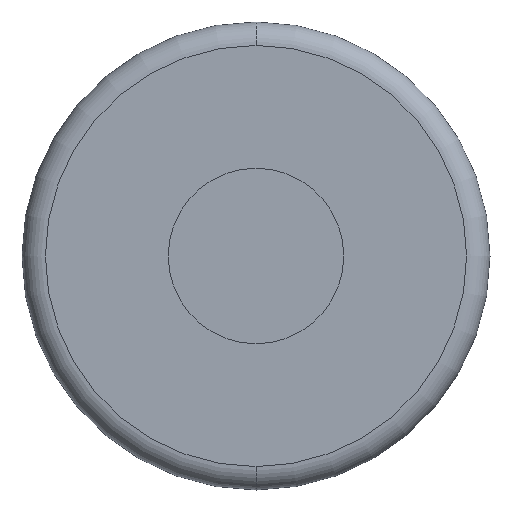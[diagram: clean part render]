
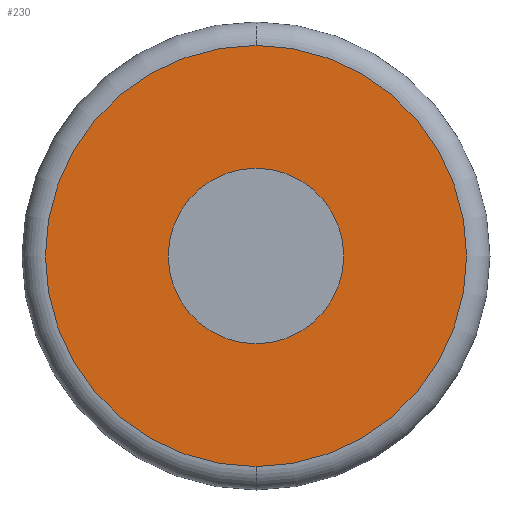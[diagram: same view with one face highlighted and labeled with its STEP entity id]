
A CAD part, front view. The second image highlights one B-rep face of the part: STEP entity #230.
In plain terms, the highlighted planar face has unit normal (0, -1, 0).
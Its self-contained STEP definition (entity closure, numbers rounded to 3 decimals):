
#3 = VERTEX_POINT ( 'NONE', #410 ) ;
#17 = EDGE_LOOP ( 'NONE', ( #92, #116 ) ) ;
#28 = ORIENTED_EDGE ( 'NONE', *, *, #358, .F. ) ;
#50 = VERTEX_POINT ( 'NONE', #416 ) ;
#65 = CIRCLE ( 'NONE', #143, 7.5 ) ;
#85 = CIRCLE ( 'NONE', #213, 18. ) ;
#92 = ORIENTED_EDGE ( 'NONE', *, *, #342, .T. ) ;
#107 = FACE_BOUND ( 'NONE', #252, .T. ) ;
#110 = DIRECTION ( 'NONE',  ( 0., 0., -1. ) ) ;
#113 = DIRECTION ( 'NONE',  ( 0., -1., 0. ) ) ;
#114 = CARTESIAN_POINT ( 'NONE',  ( 0., 0., 0. ) ) ;
#116 = ORIENTED_EDGE ( 'NONE', *, *, #285, .T. ) ;
#129 = CIRCLE ( 'NONE', #166, 7.5 ) ;
#130 = DIRECTION ( 'NONE',  ( 0., 0., -1. ) ) ;
#132 = DIRECTION ( 'NONE',  ( 0., -1., 0. ) ) ;
#134 = CARTESIAN_POINT ( 'NONE',  ( 0., 0., 0. ) ) ;
#138 = CARTESIAN_POINT ( 'NONE',  ( 0., 0., -18. ) ) ;
#143 = AXIS2_PLACEMENT_3D ( 'NONE', #114, #113, #110 ) ;
#144 = AXIS2_PLACEMENT_3D ( 'NONE', #134, #132, #130 ) ;
#155 = CARTESIAN_POINT ( 'NONE',  ( 0., 0., -7.5 ) ) ;
#162 = DIRECTION ( 'NONE',  ( 0., 0., -1. ) ) ;
#165 = DIRECTION ( 'NONE',  ( 0., -1., 0. ) ) ;
#166 = AXIS2_PLACEMENT_3D ( 'NONE', #168, #165, #162 ) ;
#168 = CARTESIAN_POINT ( 'NONE',  ( 0., 0., 0. ) ) ;
#177 = CIRCLE ( 'NONE', #144, 18. ) ;
#213 = AXIS2_PLACEMENT_3D ( 'NONE', #308, #307, #304 ) ;
#230 = ADVANCED_FACE ( 'NONE', ( #235, #107 ), #373, .T. ) ;
#234 = AXIS2_PLACEMENT_3D ( 'NONE', #379, #369, #367 ) ;
#235 = FACE_OUTER_BOUND ( 'NONE', #17, .T. ) ;
#252 = EDGE_LOOP ( 'NONE', ( #313, #28 ) ) ;
#285 = EDGE_CURVE ( 'NONE', #50, #346, #85, .T. ) ;
#304 = DIRECTION ( 'NONE',  ( 0., 0., -1. ) ) ;
#307 = DIRECTION ( 'NONE',  ( 0., -1., 0. ) ) ;
#308 = CARTESIAN_POINT ( 'NONE',  ( 0., 0., 0. ) ) ;
#313 = ORIENTED_EDGE ( 'NONE', *, *, #332, .F. ) ;
#332 = EDGE_CURVE ( 'NONE', #345, #3, #129, .T. ) ;
#342 = EDGE_CURVE ( 'NONE', #346, #50, #177, .T. ) ;
#345 = VERTEX_POINT ( 'NONE', #155 ) ;
#346 = VERTEX_POINT ( 'NONE', #138 ) ;
#358 = EDGE_CURVE ( 'NONE', #3, #345, #65, .T. ) ;
#367 = DIRECTION ( 'NONE',  ( 0., 0., -1. ) ) ;
#369 = DIRECTION ( 'NONE',  ( 0., -1., 0. ) ) ;
#373 = PLANE ( 'NONE',  #234 ) ;
#379 = CARTESIAN_POINT ( 'NONE',  ( 7.5, 0., 0. ) ) ;
#410 = CARTESIAN_POINT ( 'NONE',  ( 0., 0., 7.5 ) ) ;
#416 = CARTESIAN_POINT ( 'NONE',  ( 0., 0., 18. ) ) ;
